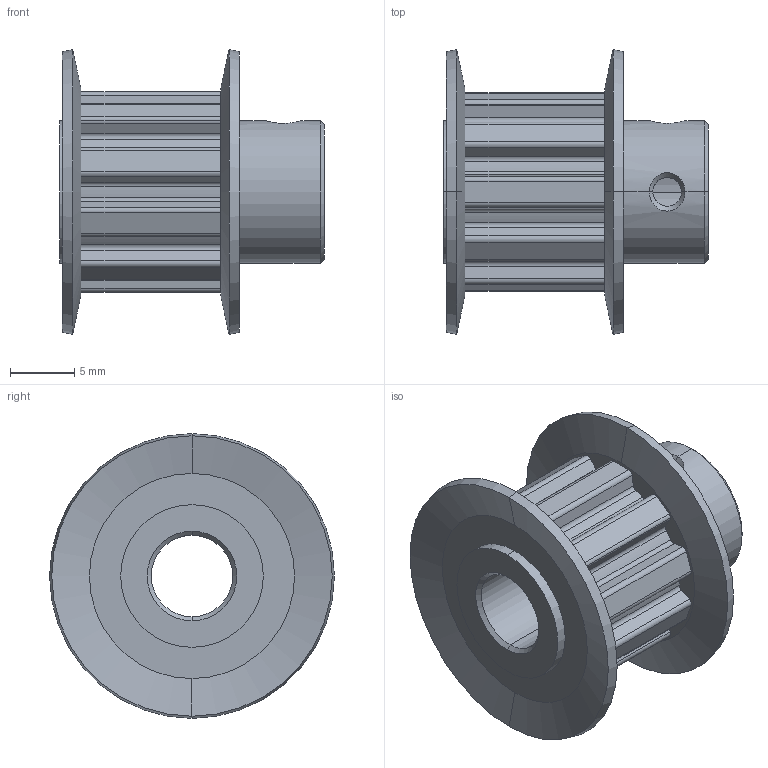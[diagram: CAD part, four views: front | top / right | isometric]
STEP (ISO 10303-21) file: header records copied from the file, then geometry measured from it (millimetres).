
FILE_DESCRIPTION(/* description */ (''),/* implementation_level */ '2;1');
FILE_NAME(/* name */ 'Polea_ipt_d8c13811.STEP',/* time_stamp */ '2022-01-24T18:51:11-05:00',/* author */ ('TraceParts'),/* organization */ ('TraceParts S.A.'),/* preprocessor_version */ 'ST-DEVELOPER v18.1',/* originating_system */ 'Autodesk Inventor 2021',/* authorisation */ '');
FILE_SCHEMA (('AUTOMOTIVE_DESIGN { 1 0 10303 214 3 1 1 }'));
Length unit declared in the file: millimetre
Products named in the file (1): apb10xl037bf-250
Bounding box: 20.65 x 22.23 x 22.23 mm (x, y, z)
Volume: 2560.4 mm3; surface area: 2654.1 mm2
Topology: 1 solids, 1 shells, 125 faces, 344 edges, 223 vertices
Faces by surface type: cylinder 67, plane 36, cone 18, bspline 4
Entity records: 6380 total; most frequent: CARTESIAN_POINT 3047, DIRECTION 717, ORIENTED_EDGE 688, EDGE_CURVE 344, AXIS2_PLACEMENT_3D 270, VERTEX_POINT 223, LINE 177, VECTOR 177
